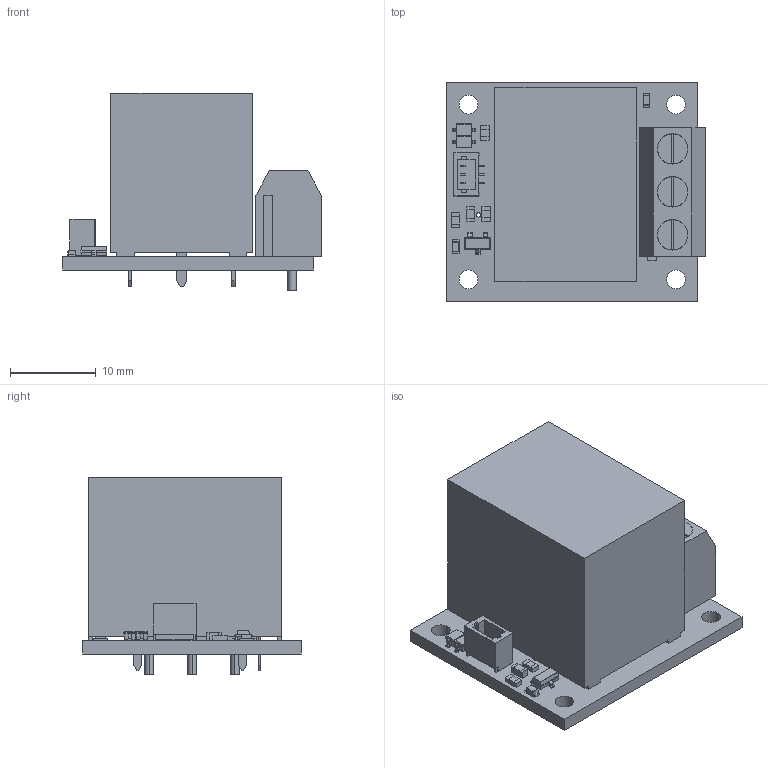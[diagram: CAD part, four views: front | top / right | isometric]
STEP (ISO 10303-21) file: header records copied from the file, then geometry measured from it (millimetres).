
FILE_DESCRIPTION (( 'STEP AP214' ), '1' );
FILE_NAME ('rly01b-for-step.step', '2025-10-10T22:06:35', ( '' ), ( '' ), 'SwSTEP 2.0', 'SolidWorks 2025', '' );
FILE_SCHEMA (( 'AUTOMOTIVE_DESIGN' ));
Length unit declared in the file: millimetre
Products named in the file (1): rly01b-for-step
Bounding box: 30.07 x 25.4 x 23 mm (x, y, z)
Volume: 8946.2 mm3; surface area: 5348.5 mm2
Topology: 3 solids, 3 shells, 851 faces, 2273 edges, 1488 vertices
Faces by surface type: plane 588, bspline 153, cylinder 110
Entity records: 41245 total; most frequent: CARTESIAN_POINT 11518, ORIENTED_EDGE 4546, DIRECTION 3535, EDGE_CURVE 2273, VECTOR 1725, LINE 1725, VERTEX_POINT 1488, EDGE_LOOP 967
